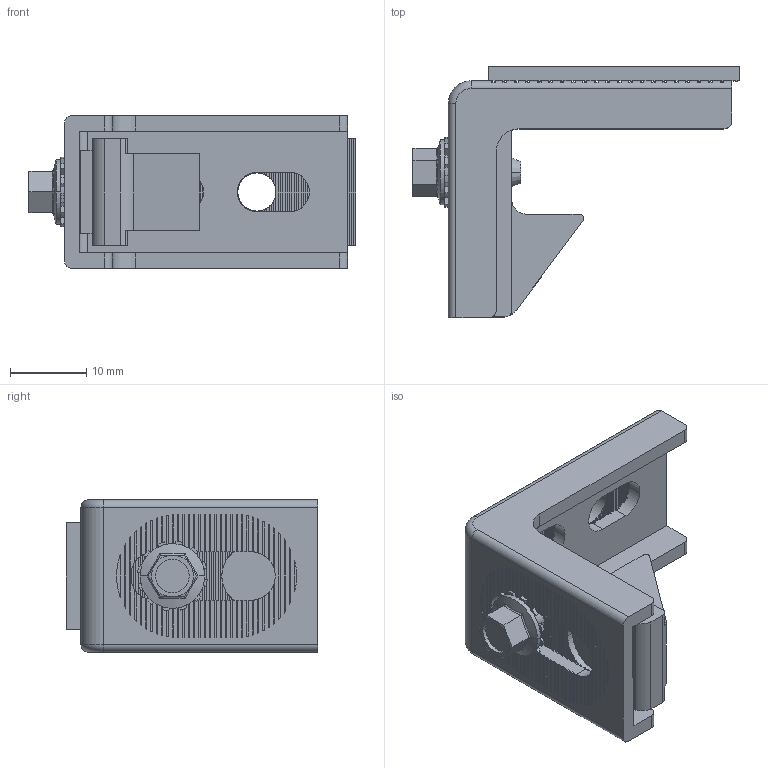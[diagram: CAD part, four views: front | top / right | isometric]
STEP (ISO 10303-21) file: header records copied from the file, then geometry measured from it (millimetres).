
FILE_DESCRIPTION (( 'STEP AP214' ), '1' );
FILE_NAME ('3311 Strike For #33093198 Mechanical Cooler Latch.STEP', '2025-02-17T20:03:43', ( '' ), ( '' ), 'SwSTEP 2.0', 'SolidWorks 2024', '' );
FILE_SCHEMA (( 'AUTOMOTIVE_DESIGN' ));
Length unit declared in the file: millimetre
Products named in the file (6): external tooth lock washer_am_B18.21.2M-External Tooth Lock Washers_AM4.2; 3308 - 3; 3308 - 1; indented hex flange head machine screw_am_AM B18.6.7M 4x10-9.3-N; 3308 - 2; 3311 Strike For #33093198 Mechanical Cooler Latch
Assembly tree (5 placements, depth 2):
  3311 Strike For #33093198 Mechanical Cooler Latch
    3308 - 2
    3308 - 3
    3308 - 1
    external tooth lock washer_am_B18.21.2M-External Tooth Lock Washers_AM4.2
    indented hex flange head machine screw_am_AM B18.6.7M 4x10-9.3-N
Bounding box: 43.05 x 33.05 x 20 mm (x, y, z)
Volume: 7012.1 mm3; surface area: 7431.4 mm2
Topology: 5 solids, 5 shells, 1400 faces, 4043 edges, 2656 vertices
Faces by surface type: plane 1244, cylinder 136, cone 10, bspline 6, torus 4
Entity records: 45819 total; most frequent: CARTESIAN_POINT 8416, ORIENTED_EDGE 8086, DIRECTION 7380, EDGE_CURVE 4043, LINE 3396, VECTOR 3396, VERTEX_POINT 2656, AXIS2_PLACEMENT_3D 1992
